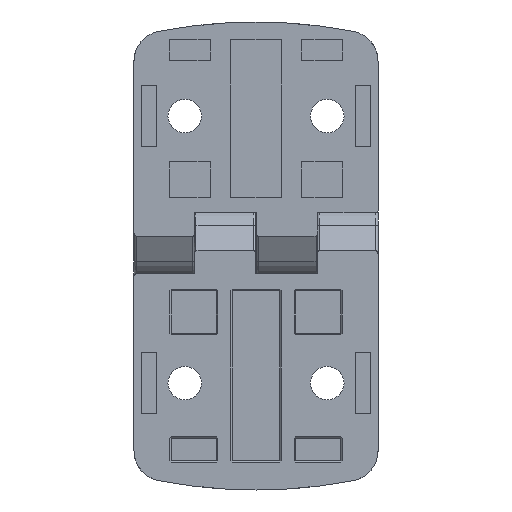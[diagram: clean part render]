
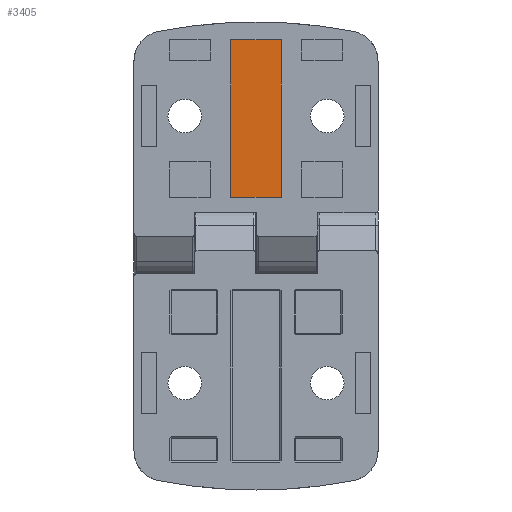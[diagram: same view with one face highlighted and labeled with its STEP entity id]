
A CAD part, front view. The second image highlights one B-rep face of the part: STEP entity #3405.
In plain terms, the highlighted planar face has unit normal (0, -1, 0).
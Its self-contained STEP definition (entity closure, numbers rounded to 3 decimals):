
#140 = EDGE_CURVE ( 'NONE', #10597, #10751, #7561, .T. ) ;
#723 = ORIENTED_EDGE ( 'NONE', *, *, #7954, .T. ) ;
#1365 = CARTESIAN_POINT ( 'NONE',  ( 5., 1., -9. ) ) ;
#1743 = LINE ( 'NONE', #8796, #6715 ) ;
#1835 = CARTESIAN_POINT ( 'NONE',  ( -5., 1., -9. ) ) ;
#1983 = VERTEX_POINT ( 'NONE', #5106 ) ;
#2804 = FACE_OUTER_BOUND ( 'NONE', #6691, .T. ) ;
#2837 = VECTOR ( 'NONE', #3516, 1000. ) ;
#3405 = ADVANCED_FACE ( 'NONE', ( #2804 ), #8590, .T. ) ;
#3516 = DIRECTION ( 'NONE',  ( -1., 0., 0. ) ) ;
#3547 = DIRECTION ( 'NONE',  ( 0., -1., 0. ) ) ;
#3712 = LINE ( 'NONE', #10586, #10415 ) ;
#4142 = ORIENTED_EDGE ( 'NONE', *, *, #140, .T. ) ;
#4553 = ORIENTED_EDGE ( 'NONE', *, *, #8955, .T. ) ;
#4866 = EDGE_CURVE ( 'NONE', #10751, #6205, #3712, .T. ) ;
#5106 = CARTESIAN_POINT ( 'NONE',  ( 5., 1., -40. ) ) ;
#5432 = DIRECTION ( 'NONE',  ( 0., 0., 1. ) ) ;
#6029 = CARTESIAN_POINT ( 'NONE',  ( -5., 1., -40. ) ) ;
#6205 = VERTEX_POINT ( 'NONE', #10006 ) ;
#6382 = DIRECTION ( 'NONE',  ( 0., 0., -1. ) ) ;
#6691 = EDGE_LOOP ( 'NONE', ( #723, #4553, #4142, #7438 ) ) ;
#6715 = VECTOR ( 'NONE', #5432, 1000. ) ;
#7115 = AXIS2_PLACEMENT_3D ( 'NONE', #6029, #3547, #9437 ) ;
#7438 = ORIENTED_EDGE ( 'NONE', *, *, #4866, .T. ) ;
#7561 = LINE ( 'NONE', #1835, #2837 ) ;
#7954 = EDGE_CURVE ( 'NONE', #6205, #1983, #8324, .T. ) ;
#8324 = LINE ( 'NONE', #8363, #10297 ) ;
#8363 = CARTESIAN_POINT ( 'NONE',  ( -5., 1., -40. ) ) ;
#8590 = PLANE ( 'NONE',  #7115 ) ;
#8796 = CARTESIAN_POINT ( 'NONE',  ( 5., 1., -40. ) ) ;
#8955 = EDGE_CURVE ( 'NONE', #1983, #10597, #1743, .T. ) ;
#9213 = DIRECTION ( 'NONE',  ( 1., 0., 0. ) ) ;
#9437 = DIRECTION ( 'NONE',  ( 0., 0., -1. ) ) ;
#10006 = CARTESIAN_POINT ( 'NONE',  ( -5., 1., -40. ) ) ;
#10297 = VECTOR ( 'NONE', #9213, 1000. ) ;
#10415 = VECTOR ( 'NONE', #6382, 1000. ) ;
#10586 = CARTESIAN_POINT ( 'NONE',  ( -5., 1., -40. ) ) ;
#10597 = VERTEX_POINT ( 'NONE', #1365 ) ;
#10751 = VERTEX_POINT ( 'NONE', #10780 ) ;
#10780 = CARTESIAN_POINT ( 'NONE',  ( -5., 1., -9. ) ) ;
